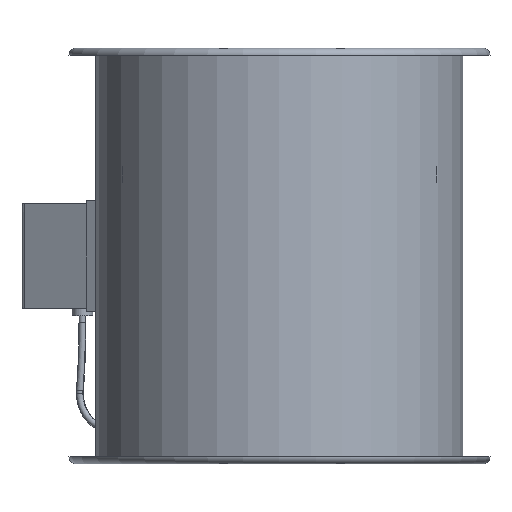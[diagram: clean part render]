
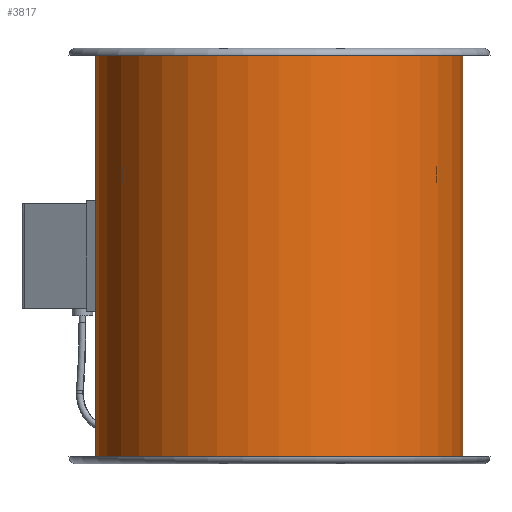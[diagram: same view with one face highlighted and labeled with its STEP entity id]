
A CAD part, front view. The second image highlights one B-rep face of the part: STEP entity #3817.
In plain terms, the highlighted cylindrical face has radius 132.5 mm (diameter 265 mm), a partial arc.
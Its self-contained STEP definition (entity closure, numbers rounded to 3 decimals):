
#3679 = EDGE_CURVE ( 'NONE', #3762, #3680, #7211, .T. ) ;
#3680 = VERTEX_POINT ( 'NONE', #7206 ) ;
#3687 = VERTEX_POINT ( 'NONE', #7251 ) ;
#3688 = VERTEX_POINT ( 'NONE', #7250 ) ;
#3746 = EDGE_CURVE ( 'NONE', #3688, #3762, #7384, .T. ) ;
#3750 = EDGE_CURVE ( 'NONE', #3687, #3680, #7375, .T. ) ;
#3754 = EDGE_CURVE ( 'NONE', #3688, #3687, #7370, .T. ) ;
#3762 = VERTEX_POINT ( 'NONE', #7405 ) ;
#3817 = ADVANCED_FACE ( 'NONE', ( #7503 ), #7498, .T. ) ;
#3818 = EDGE_LOOP ( 'NONE', ( #11132, #11130, #11129, #11128 ) ) ;
#7206 = CARTESIAN_POINT ( 'NONE',  ( 132.5, 0., -5. ) ) ;
#7207 = DIRECTION ( 'NONE',  ( 1., 0., 0. ) ) ;
#7208 = DIRECTION ( 'NONE',  ( 0., 0., 1. ) ) ;
#7209 = CARTESIAN_POINT ( 'NONE',  ( 0., 0., -5. ) ) ;
#7210 = AXIS2_PLACEMENT_3D ( 'NONE', #7209, #7208, #7207 ) ;
#7211 = CIRCLE ( 'NONE', #7210, 132.5 ) ;
#7250 = CARTESIAN_POINT ( 'NONE',  ( -132.5, 0., -295. ) ) ;
#7251 = CARTESIAN_POINT ( 'NONE',  ( 132.5, 0., -295. ) ) ;
#7363 = CARTESIAN_POINT ( 'NONE',  ( 0., 0., -295. ) ) ;
#7364 = AXIS2_PLACEMENT_3D ( 'NONE', #7363, #7423, #7422 ) ;
#7370 = CIRCLE ( 'NONE', #7364, 132.5 ) ;
#7372 = DIRECTION ( 'NONE',  ( 0., 0., 1. ) ) ;
#7373 = VECTOR ( 'NONE', #7372, 1000. ) ;
#7374 = CARTESIAN_POINT ( 'NONE',  ( 132.5, 0., 42.986 ) ) ;
#7375 = LINE ( 'NONE', #7374, #7373 ) ;
#7381 = DIRECTION ( 'NONE',  ( 0., 0., 1. ) ) ;
#7382 = VECTOR ( 'NONE', #7381, 1000. ) ;
#7383 = CARTESIAN_POINT ( 'NONE',  ( -132.5, 0., 42.986 ) ) ;
#7384 = LINE ( 'NONE', #7383, #7382 ) ;
#7405 = CARTESIAN_POINT ( 'NONE',  ( -132.5, 0., -5. ) ) ;
#7422 = DIRECTION ( 'NONE',  ( 1., 0., 0. ) ) ;
#7423 = DIRECTION ( 'NONE',  ( 0., 0., 1. ) ) ;
#7494 = DIRECTION ( 'NONE',  ( 1., 0., 0. ) ) ;
#7495 = DIRECTION ( 'NONE',  ( 0., 0., 1. ) ) ;
#7496 = CARTESIAN_POINT ( 'NONE',  ( 0., 0., 42.986 ) ) ;
#7497 = AXIS2_PLACEMENT_3D ( 'NONE', #7496, #7495, #7494 ) ;
#7498 = CYLINDRICAL_SURFACE ( 'NONE', #7497, 132.5 ) ;
#7503 = FACE_OUTER_BOUND ( 'NONE', #3818, .T. ) ;
#11128 = ORIENTED_EDGE ( 'NONE', *, *, #3679, .F. ) ;
#11129 = ORIENTED_EDGE ( 'NONE', *, *, #3750, .T. ) ;
#11130 = ORIENTED_EDGE ( 'NONE', *, *, #3754, .T. ) ;
#11132 = ORIENTED_EDGE ( 'NONE', *, *, #3746, .F. ) ;
